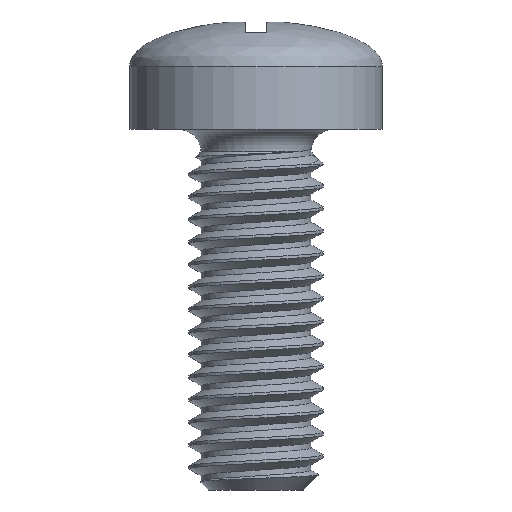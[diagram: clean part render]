
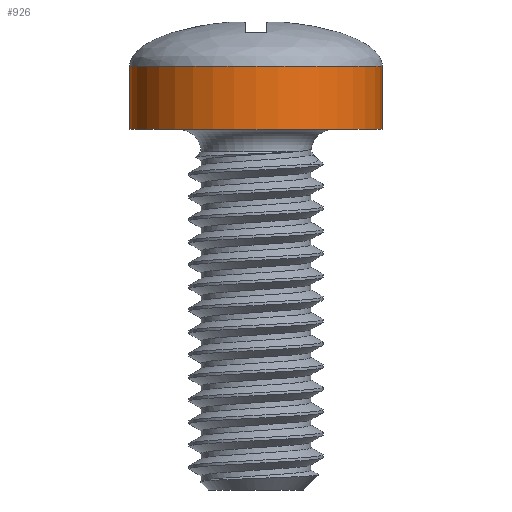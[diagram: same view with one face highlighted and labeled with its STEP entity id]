
A CAD part, front view. The second image highlights one B-rep face of the part: STEP entity #926.
In plain terms, the highlighted cylindrical face has radius 2.8 mm (diameter 5.6 mm), a partial arc.
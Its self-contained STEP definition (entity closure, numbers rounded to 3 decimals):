
#168 = AXIS2_PLACEMENT_3D ( 'NONE', #4052, #519, #4114 ) ;
#433 = CARTESIAN_POINT ( 'NONE',  ( -2.8, 0., 1.4 ) ) ;
#519 = DIRECTION ( 'NONE',  ( 0., 0., -1. ) ) ;
#602 = CARTESIAN_POINT ( 'NONE',  ( -2.8, 0., 0. ) ) ;
#711 = DIRECTION ( 'NONE',  ( 0., 0., -1. ) ) ;
#864 = DIRECTION ( 'NONE',  ( 1., 0., 0. ) ) ;
#894 = CARTESIAN_POINT ( 'NONE',  ( 0., 0., 1.4 ) ) ;
#926 = ADVANCED_FACE ( 'NONE', ( #3381 ), #3070, .T. ) ;
#1039 = CARTESIAN_POINT ( 'NONE',  ( -2.8, 0., 1.4 ) ) ;
#1238 = EDGE_CURVE ( 'NONE', #2625, #1283, #1704, .T. ) ;
#1283 = VERTEX_POINT ( 'NONE', #2149 ) ;
#1310 = EDGE_CURVE ( 'NONE', #2319, #1881, #2161, .T. ) ;
#1384 = LINE ( 'NONE', #3355, #4203 ) ;
#1654 = ORIENTED_EDGE ( 'NONE', *, *, #1983, .F. ) ;
#1704 = CIRCLE ( 'NONE', #3814, 2.8 ) ;
#1870 = DIRECTION ( 'NONE',  ( 0., 0., 1. ) ) ;
#1881 = VERTEX_POINT ( 'NONE', #3471 ) ;
#1983 = EDGE_CURVE ( 'NONE', #1283, #1881, #1384, .T. ) ;
#2032 = EDGE_CURVE ( 'NONE', #2625, #2319, #3538, .T. ) ;
#2149 = CARTESIAN_POINT ( 'NONE',  ( 2.8, 0., 1.4 ) ) ;
#2161 = CIRCLE ( 'NONE', #4029, 2.8 ) ;
#2319 = VERTEX_POINT ( 'NONE', #602 ) ;
#2498 = DIRECTION ( 'NONE',  ( 0., 0., 1. ) ) ;
#2508 = DIRECTION ( 'NONE',  ( 1., 0., 0. ) ) ;
#2625 = VERTEX_POINT ( 'NONE', #1039 ) ;
#2759 = VECTOR ( 'NONE', #711, 1000. ) ;
#2796 = CARTESIAN_POINT ( 'NONE',  ( 0., 0., 0. ) ) ;
#2878 = EDGE_LOOP ( 'NONE', ( #1654, #4212, #3319, #4101 ) ) ;
#3070 = CYLINDRICAL_SURFACE ( 'NONE', #168, 2.8 ) ;
#3319 = ORIENTED_EDGE ( 'NONE', *, *, #2032, .T. ) ;
#3355 = CARTESIAN_POINT ( 'NONE',  ( 2.8, 0., 1.4 ) ) ;
#3381 = FACE_OUTER_BOUND ( 'NONE', #2878, .T. ) ;
#3471 = CARTESIAN_POINT ( 'NONE',  ( 2.8, 0., 0. ) ) ;
#3538 = LINE ( 'NONE', #433, #2759 ) ;
#3607 = DIRECTION ( 'NONE',  ( 0., 0., -1. ) ) ;
#3814 = AXIS2_PLACEMENT_3D ( 'NONE', #894, #2498, #864 ) ;
#4029 = AXIS2_PLACEMENT_3D ( 'NONE', #2796, #1870, #2508 ) ;
#4052 = CARTESIAN_POINT ( 'NONE',  ( 0., 0., 1.4 ) ) ;
#4101 = ORIENTED_EDGE ( 'NONE', *, *, #1310, .T. ) ;
#4114 = DIRECTION ( 'NONE',  ( -1., 0., 0. ) ) ;
#4203 = VECTOR ( 'NONE', #3607, 1000. ) ;
#4212 = ORIENTED_EDGE ( 'NONE', *, *, #1238, .F. ) ;
